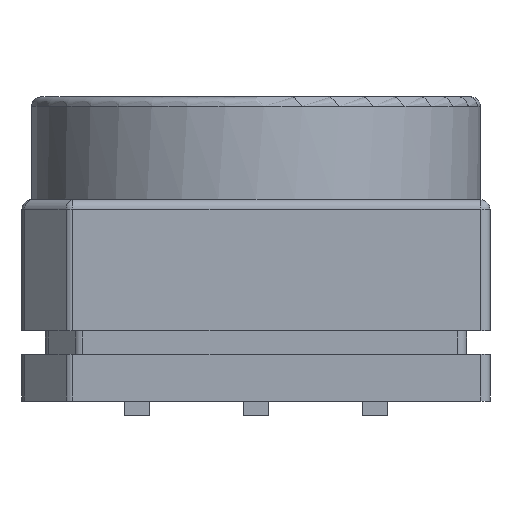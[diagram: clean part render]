
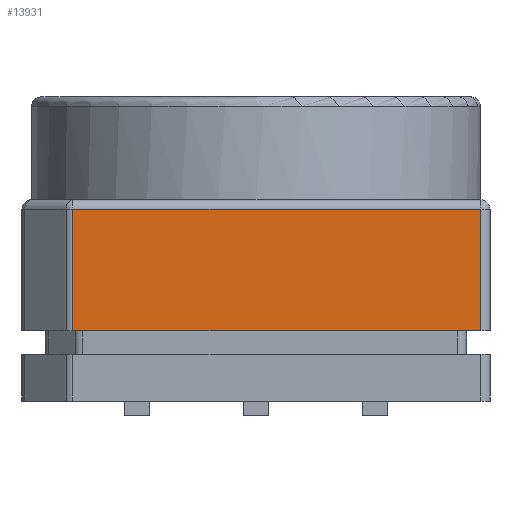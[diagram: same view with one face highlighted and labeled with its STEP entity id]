
A CAD part, left-side view. The second image highlights one B-rep face of the part: STEP entity #13931.
In plain terms, the highlighted planar face has unit normal (-1, 0, 0).
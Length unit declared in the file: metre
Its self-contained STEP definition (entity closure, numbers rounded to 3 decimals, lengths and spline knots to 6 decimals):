
#3477=ORIENTED_EDGE('',*,*,#6796,.T.);
#3478=ORIENTED_EDGE('',*,*,#6797,.T.);
#3479=ORIENTED_EDGE('',*,*,#6798,.T.);
#3480=ORIENTED_EDGE('',*,*,#6799,.T.);
#6796=EDGE_CURVE('',#8606,#8607,#9688,.T.);
#6797=EDGE_CURVE('',#8607,#8608,#9689,.F.);
#6798=EDGE_CURVE('',#8608,#8609,#9690,.F.);
#6799=EDGE_CURVE('',#8609,#8606,#9691,.T.);
#8606=VERTEX_POINT('',#22680);
#8607=VERTEX_POINT('',#22681);
#8608=VERTEX_POINT('',#22683);
#8609=VERTEX_POINT('',#22685);
#9688=LINE('',#22679,#10876);
#9689=LINE('',#22682,#10877);
#9690=LINE('',#22684,#10878);
#9691=LINE('',#22686,#10879);
#10876=VECTOR('',#17290,1.);
#10877=VECTOR('',#17291,1.);
#10878=VECTOR('',#17292,1.);
#10879=VECTOR('',#17293,1.);
#11934=EDGE_LOOP('',(#3477,#3478,#3479,#3480));
#12792=FACE_BOUND('',#11934,.T.);
#13389=PLANE('',#15006);
#13931=ADVANCED_FACE('',(#12792),#13389,.F.);
#15006=AXIS2_PLACEMENT_3D('',#22678,#17288,#17289);
#17288=DIRECTION('',(1.,0.,0.));
#17289=DIRECTION('',(0.,1.,0.));
#17290=DIRECTION('',(0.,-1.,0.));
#17291=DIRECTION('',(0.,0.,-1.));
#17292=DIRECTION('',(0.,-1.,0.));
#17293=DIRECTION('',(0.,0.,-1.));
#22678=CARTESIAN_POINT('',(-0.005,-0.0005,0.0046));
#22679=CARTESIAN_POINT('',(-0.005,-0.0005,0.0018));
#22680=CARTESIAN_POINT('',(-0.005,0.003917,0.0018));
#22681=CARTESIAN_POINT('',(-0.005,-0.0048,0.0018));
#22682=CARTESIAN_POINT('',(-0.005,-0.0048,0.0046));
#22683=CARTESIAN_POINT('',(-0.005,-0.0048,0.0044));
#22684=CARTESIAN_POINT('',(-0.005,0.004,0.0044));
#22685=CARTESIAN_POINT('',(-0.005,0.003917,0.0044));
#22686=CARTESIAN_POINT('',(-0.005,0.003917,0.0046));
